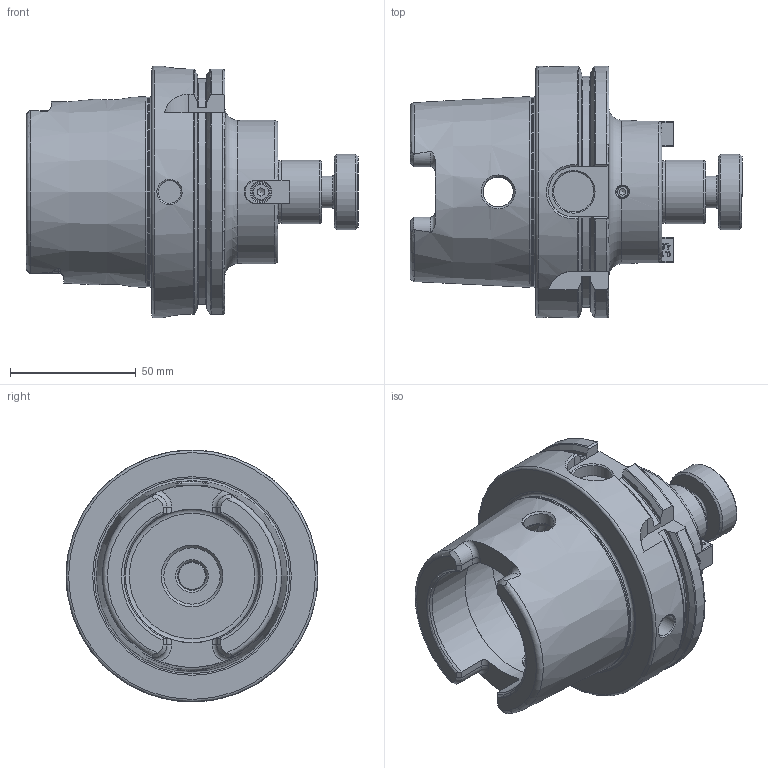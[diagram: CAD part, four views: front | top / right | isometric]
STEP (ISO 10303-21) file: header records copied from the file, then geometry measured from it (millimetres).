
FILE_DESCRIPTION(/* description */ (''),/* implementation_level */ '2;1');
FILE_NAME(/* name */ 'HSK100A-FMA25.4-50(AD).stp',/* time_stamp */ '2023-12-01T10:31:57+08:00',/* author */ ('Administrator'),/* organization */ (''),/* preprocessor_version */ 'ST-DEVELOPER v18.1',/* originating_system */ 'Autodesk Inventor 2022',/* authorisation */ '');
FILE_SCHEMA (('AUTOMOTIVE_DESIGN { 1 0 10303 214 3 1 1 }'));
Length unit declared in the file: millimetre
Products named in the file (6): HSK100A-FMA25.4-50(AD); HSK100A-FMA25.4-50(AD)_1; FMA25.4   9.525   半圆键   220829; 螺钉 GB/T 70.1 M4 x 12; 螺钉 GB/T 77 M5 x 5; 1-2-20UNF-2A-32大圆柱头紧固螺钉F
MA用
Assembly tree (8 placements, depth 2):
  HSK100A-FMA25.4-50(AD)
    HSK100A-FMA25.4-50(AD)_1
    FMA25.4   9.525   半圆键   220829  x2
    螺钉 GB/T 70.1 M4 x 12  x2
    螺钉 GB/T 77 M5 x 5  x2
    1-2-20UNF-2A-32大圆柱头紧固螺钉F
MA用
Bounding box: 131.85 x 100 x 100 mm (x, y, z)
Volume: 320829.1 mm3; surface area: 64161.2 mm2
Topology: 8 solids, 8 shells, 573 faces, 1472 edges, 956 vertices
Faces by surface type: plane 264, bspline 155, cylinder 62, cone 53, torus 39
Full cylindrical faces by diameter (mm): 3.3 x2, 3.5 x2, 4 x2, 4.2 x2, 4.5 x2, 5 x2, 7 x2, 8 x2, 9 x1, 9.5 x1, 10 x1, 11.328 x1, 12 x2, 12.7 x1, 13.7 x1, 16 x1, 22.376 x1, 24.6 x1, 25 x1, 25.4 x1, 30.175 x1, 53 x2, 57.15 x1, 63 x1, 75.296 x1, 100 x1
Entity records: 17705 total; most frequent: CARTESIAN_POINT 8412, ORIENTED_EDGE 2048, DIRECTION 1606, EDGE_CURVE 1024, VERTEX_POINT 665, AXIS2_PLACEMENT_3D 558, LINE 490, VECTOR 490
